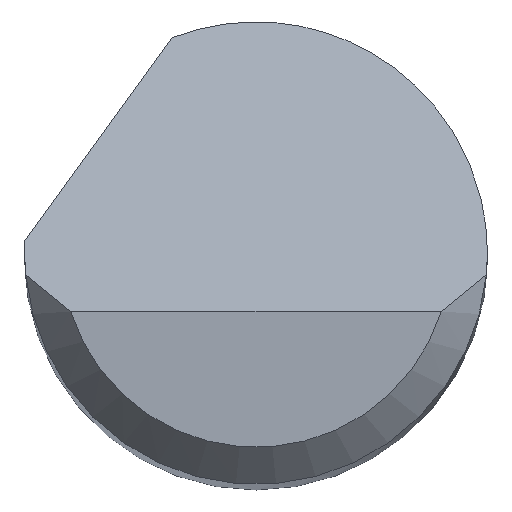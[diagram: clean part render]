
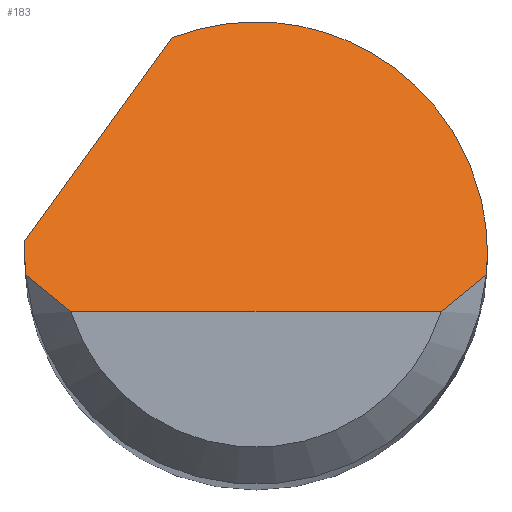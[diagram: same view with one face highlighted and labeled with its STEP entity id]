
A CAD part, top view. The second image highlights one B-rep face of the part: STEP entity #183.
In plain terms, the highlighted planar face has unit normal (0, 0.707, 0.707).
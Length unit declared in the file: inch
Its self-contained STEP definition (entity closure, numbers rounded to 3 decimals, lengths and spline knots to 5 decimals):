
#3 = CARTESIAN_POINT ( 'NONE',  ( -0.09375, -0.02375, 1.5 ) ) ;
#14 = ORIENTED_EDGE ( 'NONE', *, *, #601, .F. ) ;
#16 = CARTESIAN_POINT ( 'NONE',  ( -0.09371, 0.00333, 1.47292 ) ) ;
#17 = VERTEX_POINT ( 'NONE', #473 ) ;
#23 = CARTESIAN_POINT ( 'NONE',  ( -0.07508, -0.02375, 1.5 ) ) ;
#38 = CARTESIAN_POINT ( 'NONE',  ( 0.09375, 0., 1.47625 ) ) ;
#53 = CARTESIAN_POINT ( 'NONE',  ( 0.09334, -0.00875, 1.485 ) ) ;
#61 = CARTESIAN_POINT ( 'NONE',  ( 0.08157, -0.019, 1.49525 ) ) ;
#77 = CARTESIAN_POINT ( 'NONE',  ( 0.09375, 0.07266, 1.40359 ) ) ;
#79 = VERTEX_POINT ( 'NONE', #706 ) ;
#82 = EDGE_CURVE ( 'NONE', #199, #723, #694, .T. ) ;
#83 = CARTESIAN_POINT ( 'NONE',  ( -0.08761, -0.01397, 1.49022 ) ) ;
#96 = EDGE_CURVE ( 'NONE', #365, #237, #724, .T. ) ;
#99 = CARTESIAN_POINT ( 'NONE',  ( 0.09375, 0., 1.47625 ) ) ;
#137 = ORIENTED_EDGE ( 'NONE', *, *, #630, .T. ) ;
#140 = B_SPLINE_CURVE_WITH_KNOTS ( 'NONE', 3,
 ( #648, #61, #687, #596 ),
 .UNSPECIFIED., .F., .F.,
 ( 4, 4 ),
 ( 0., 0.00071 ),
 .UNSPECIFIED. ) ;
#149 = EDGE_CURVE ( 'NONE', #723, #500, #245, .T. ) ;
#152 = CARTESIAN_POINT ( 'NONE',  ( 0., -0.02375, 1.5 ) ) ;
#165 = PLANE ( 'NONE',  #629 ) ;
#177 = ORIENTED_EDGE ( 'NONE', *, *, #149, .F. ) ;
#182 = CARTESIAN_POINT ( 'NONE',  ( -0.09362, 0.005, 1.47125 ) ) ;
#183 = ADVANCED_FACE ( 'NONE', ( #510 ), #165, .F. ) ;
#199 = VERTEX_POINT ( 'NONE', #344 ) ;
#225 = DIRECTION ( 'NONE',  ( 0., -0.707, -0.707 ) ) ;
#232 = CARTESIAN_POINT ( 'NONE',  ( -0.11014, -0.01781, 1.49406 ) ) ;
#233 = CARTESIAN_POINT ( 'NONE',  ( -0.09375, 0., 1.47625 ) ) ;
#237 = VERTEX_POINT ( 'NONE', #395 ) ;
#240 = B_SPLINE_CURVE_WITH_KNOTS ( 'NONE', 3,
 ( #260, #83, #378, #726 ),
 .UNSPECIFIED., .F., .F.,
 ( 4, 4 ),
 ( 0., 0.00071 ),
 .UNSPECIFIED. ) ;
#245 =( BOUNDED_CURVE ( )  B_SPLINE_CURVE ( 3, ( #329, #491, #504, #439 ),
 .UNSPECIFIED., .F., .F. ) 
 B_SPLINE_CURVE_WITH_KNOTS ( ( 4, 4 ),
 ( 1.5708, 1.66427 ),
 .UNSPECIFIED. ) 
 CURVE ( )  GEOMETRIC_REPRESENTATION_ITEM ( )  RATIONAL_B_SPLINE_CURVE ( ( 1., 0.999, 0.999, 1. ) ) 
 REPRESENTATION_ITEM ( '' )  );
#260 = CARTESIAN_POINT ( 'NONE',  ( -0.09334, -0.00875, 1.485 ) ) ;
#261 = CARTESIAN_POINT ( 'NONE',  ( -0.09334, -0.00875, 1.485 ) ) ;
#294 = ORIENTED_EDGE ( 'NONE', *, *, #317, .F. ) ;
#300 = DIRECTION ( 'NONE',  ( 0.456, 0.629, -0.629 ) ) ;
#317 = EDGE_CURVE ( 'NONE', #647, #79, #402, .T. ) ;
#329 = CARTESIAN_POINT ( 'NONE',  ( 0.09375, 0., 1.47625 ) ) ;
#335 = ORIENTED_EDGE ( 'NONE', *, *, #711, .T. ) ;
#344 = CARTESIAN_POINT ( 'NONE',  ( -0.03394, 0.08739, 1.38886 ) ) ;
#352 = CARTESIAN_POINT ( 'NONE',  ( -0.09361, -0.00584, 1.48209 ) ) ;
#358 = CARTESIAN_POINT ( 'NONE',  ( -0.03394, 0.08739, 1.38886 ) ) ;
#365 = VERTEX_POINT ( 'NONE', #23 ) ;
#378 = CARTESIAN_POINT ( 'NONE',  ( -0.08157, -0.019, 1.49525 ) ) ;
#395 = CARTESIAN_POINT ( 'NONE',  ( 0.07508, -0.02375, 1.5 ) ) ;
#402 =( BOUNDED_CURVE ( )  B_SPLINE_CURVE ( 3, ( #233, #405, #16, #182 ),
 .UNSPECIFIED., .F., .F. ) 
 B_SPLINE_CURVE_WITH_KNOTS ( ( 4, 4 ),
 ( 4.71239, 4.76575 ),
 .UNSPECIFIED. ) 
 CURVE ( )  GEOMETRIC_REPRESENTATION_ITEM ( )  RATIONAL_B_SPLINE_CURVE ( ( 1., 1., 1., 1. ) ) 
 REPRESENTATION_ITEM ( '' )  );
#405 = CARTESIAN_POINT ( 'NONE',  ( -0.09375, 0.00167, 1.47458 ) ) ;
#410 = ORIENTED_EDGE ( 'NONE', *, *, #452, .F. ) ;
#416 = CARTESIAN_POINT ( 'NONE',  ( -0.09375, 0., 1.47625 ) ) ;
#428 =( BOUNDED_CURVE ( )  B_SPLINE_CURVE ( 3, ( #261, #352, #588, #537 ),
 .UNSPECIFIED., .F., .F. ) 
 B_SPLINE_CURVE_WITH_KNOTS ( ( 4, 4 ),
 ( 4.61892, 4.71239 ),
 .UNSPECIFIED. ) 
 CURVE ( )  GEOMETRIC_REPRESENTATION_ITEM ( )  RATIONAL_B_SPLINE_CURVE ( ( 1., 0.999, 0.999, 1. ) ) 
 REPRESENTATION_ITEM ( '' )  );
#439 = CARTESIAN_POINT ( 'NONE',  ( 0.09334, -0.00875, 1.485 ) ) ;
#445 = VECTOR ( 'NONE', #300, 39.37008 ) ;
#447 = LINE ( 'NONE', #232, #445 ) ;
#448 = DIRECTION ( 'NONE',  ( 0., 0.707, -0.707 ) ) ;
#452 = EDGE_CURVE ( 'NONE', #17, #647, #428, .T. ) ;
#473 = CARTESIAN_POINT ( 'NONE',  ( -0.09334, -0.00875, 1.485 ) ) ;
#491 = CARTESIAN_POINT ( 'NONE',  ( 0.09375, -0.00292, 1.47917 ) ) ;
#500 = VERTEX_POINT ( 'NONE', #53 ) ;
#504 = CARTESIAN_POINT ( 'NONE',  ( 0.09361, -0.00584, 1.48209 ) ) ;
#510 = FACE_OUTER_BOUND ( 'NONE', #616, .T. ) ;
#530 = VECTOR ( 'NONE', #563, 39.37008 ) ;
#537 = CARTESIAN_POINT ( 'NONE',  ( -0.09375, 0., 1.47625 ) ) ;
#563 = DIRECTION ( 'NONE',  ( 1., 0., 0. ) ) ;
#588 = CARTESIAN_POINT ( 'NONE',  ( -0.09375, -0.00292, 1.47917 ) ) ;
#594 = CARTESIAN_POINT ( 'NONE',  ( 0.03379, 0.11369, 1.36256 ) ) ;
#596 = CARTESIAN_POINT ( 'NONE',  ( 0.09334, -0.00875, 1.485 ) ) ;
#601 = EDGE_CURVE ( 'NONE', #79, #199, #447, .T. ) ;
#616 = EDGE_LOOP ( 'NONE', ( #641, #137, #177, #650, #14, #294, #410, #335 ) ) ;
#629 = AXIS2_PLACEMENT_3D ( 'NONE', #3, #225, #448 ) ;
#630 = EDGE_CURVE ( 'NONE', #237, #500, #140, .T. ) ;
#641 = ORIENTED_EDGE ( 'NONE', *, *, #96, .T. ) ;
#647 = VERTEX_POINT ( 'NONE', #416 ) ;
#648 = CARTESIAN_POINT ( 'NONE',  ( 0.07508, -0.02375, 1.5 ) ) ;
#650 = ORIENTED_EDGE ( 'NONE', *, *, #82, .F. ) ;
#687 = CARTESIAN_POINT ( 'NONE',  ( 0.08761, -0.01397, 1.49022 ) ) ;
#694 =( BOUNDED_CURVE ( )  B_SPLINE_CURVE ( 3, ( #358, #594, #77, #99 ),
 .UNSPECIFIED., .F., .F. ) 
 B_SPLINE_CURVE_WITH_KNOTS ( ( 4, 4 ),
 ( 5.91277, 7.85398 ),
 .UNSPECIFIED. ) 
 CURVE ( )  GEOMETRIC_REPRESENTATION_ITEM ( )  RATIONAL_B_SPLINE_CURVE ( ( 1., 0.71, 0.71, 1. ) ) 
 REPRESENTATION_ITEM ( '' )  );
#706 = CARTESIAN_POINT ( 'NONE',  ( -0.09362, 0.005, 1.47125 ) ) ;
#711 = EDGE_CURVE ( 'NONE', #17, #365, #240, .T. ) ;
#723 = VERTEX_POINT ( 'NONE', #38 ) ;
#724 = LINE ( 'NONE', #152, #530 ) ;
#726 = CARTESIAN_POINT ( 'NONE',  ( -0.07508, -0.02375, 1.5 ) ) ;
